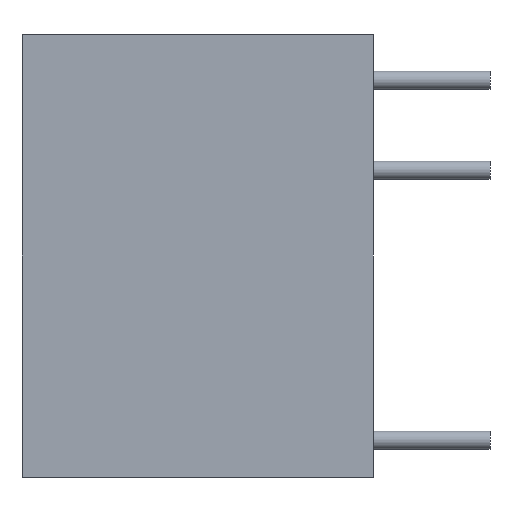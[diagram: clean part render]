
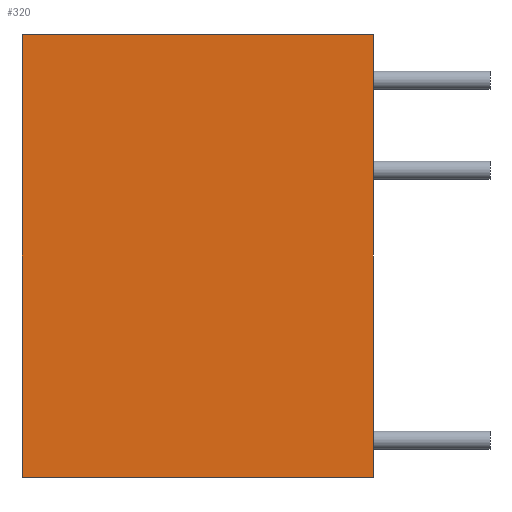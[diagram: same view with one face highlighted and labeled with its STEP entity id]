
A CAD part, left-side view. The second image highlights one B-rep face of the part: STEP entity #320.
In plain terms, the highlighted planar face has unit normal (-1, 0, 0).
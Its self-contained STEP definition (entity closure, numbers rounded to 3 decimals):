
#104=VECTOR('',#395,1.);
#110=VECTOR('',#402,1.);
#114=VECTOR('',#408,1.);
#115=VECTOR('',#410,1.);
#116=LINE('',#449,#104);
#122=LINE('',#462,#110);
#126=LINE('',#470,#114);
#127=LINE('',#472,#115);
#138=PLANE('',#350);
#152=VERTEX_POINT('',#450);
#153=VERTEX_POINT('',#451);
#156=VERTEX_POINT('',#459);
#159=VERTEX_POINT('',#469);
#184=EDGE_CURVE('',#152,#153,#116,.T.);
#190=EDGE_CURVE('',#153,#156,#122,.T.);
#194=EDGE_CURVE('',#152,#159,#126,.T.);
#195=EDGE_CURVE('',#159,#156,#127,.T.);
#236=ORIENTED_EDGE('',*,*,#195,.T.);
#237=ORIENTED_EDGE('',*,*,#190,.F.);
#238=ORIENTED_EDGE('',*,*,#184,.F.);
#239=ORIENTED_EDGE('',*,*,#194,.T.);
#272=EDGE_LOOP('',(#236,#237,#238,#239));
#302=FACE_BOUND('',#272,.T.);
#320=ADVANCED_FACE('',(#302),#138,.T.);
#350=AXIS2_PLACEMENT_3D('',#471,#409,$);
#395=DIRECTION('',(0.,0.,-1.));
#402=DIRECTION('',(0.,1.,0.));
#408=DIRECTION('',(0.,1.,0.));
#409=DIRECTION('',(-1.,0.,0.));
#410=DIRECTION('',(0.,0.,-1.));
#449=CARTESIAN_POINT('',(-133.368,0.,-13.195));
#450=CARTESIAN_POINT('',(-133.368,0.,-13.195));
#451=CARTESIAN_POINT('',(-133.368,0.,-25.695));
#459=CARTESIAN_POINT('',(-133.368,9.906,-25.695));
#462=CARTESIAN_POINT('',(-133.368,0.,-25.695));
#469=CARTESIAN_POINT('',(-133.368,9.906,-13.195));
#470=CARTESIAN_POINT('',(-133.368,0.,-13.195));
#471=CARTESIAN_POINT('',(-133.368,0.,-19.445));
#472=CARTESIAN_POINT('',(-133.368,9.906,-13.195));
